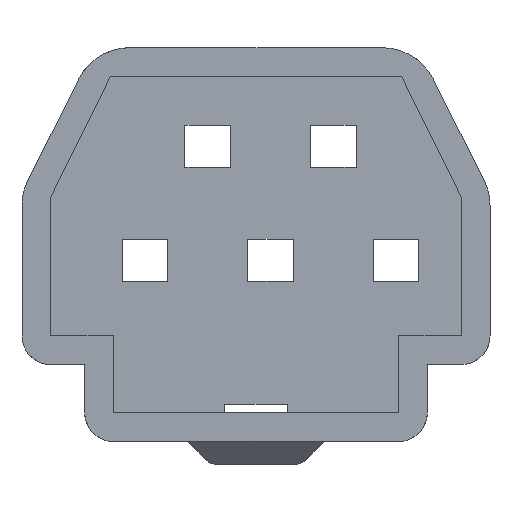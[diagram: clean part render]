
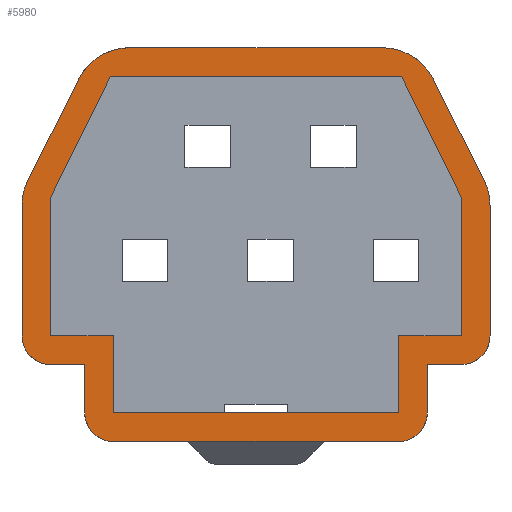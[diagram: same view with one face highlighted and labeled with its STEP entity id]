
A CAD part, front view. The second image highlights one B-rep face of the part: STEP entity #5980.
In plain terms, the highlighted planar face has unit normal (0, -1, 0).
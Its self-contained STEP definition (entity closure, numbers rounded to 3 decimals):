
#3410=CARTESIAN_POINT('',(-45.773,-6.882,71.925));
#3420=DIRECTION('',(0.,1.,0.));
#3430=DIRECTION('',(-0.,0.,-1.));
#3440=AXIS2_PLACEMENT_3D('',#3410,#3420,#3430);
#3450=PLANE('',#3440);
#3460=CARTESIAN_POINT('',(-48.223,-6.882,65.575));
#3470=DIRECTION('',(1.,0.,0.));
#3480=VECTOR('',#3470,1.);
#3490=LINE('',#3460,#3480);
#3500=CARTESIAN_POINT('',(-52.373,-6.882,65.575));
#3510=VERTEX_POINT('',#3500);
#3520=CARTESIAN_POINT('',(-47.373,-6.882,65.575));
#3530=VERTEX_POINT('',#3520);
#3540=EDGE_CURVE('',#3510,#3530,#3490,.T.);
#3550=ORIENTED_EDGE('',*,*,#3540,.F.);
#3560=CARTESIAN_POINT('',(-47.373,-6.882,42.408));
#3570=DIRECTION('',(0.,0.,1.));
#3580=VECTOR('',#3570,1.);
#3590=LINE('',#3560,#3580);
#3600=CARTESIAN_POINT('',(-47.373,-6.882,66.925));
#3610=VERTEX_POINT('',#3600);
#3620=EDGE_CURVE('',#3530,#3610,#3590,.T.);
#3630=ORIENTED_EDGE('',*,*,#3620,.F.);
#3640=CARTESIAN_POINT('',(-48.223,-6.882,66.925));
#3650=DIRECTION('',(-1.,0.,0.));
#3660=VECTOR('',#3650,1.);
#3670=LINE('',#3640,#3660);
#3680=CARTESIAN_POINT('',(-46.273,-6.882,66.925));
#3690=VERTEX_POINT('',#3680);
#3700=EDGE_CURVE('',#3690,#3610,#3670,.T.);
#3710=ORIENTED_EDGE('',*,*,#3700,.T.);
#3720=CARTESIAN_POINT('',(-46.273,-6.882,42.408));
#3730=DIRECTION('',(0.,0.,1.));
#3740=VECTOR('',#3730,1.);
#3750=LINE('',#3720,#3740);
#3760=CARTESIAN_POINT('',(-46.273,-6.882,69.35));
#3770=VERTEX_POINT('',#3760);
#3780=EDGE_CURVE('',#3690,#3770,#3750,.T.);
#3790=ORIENTED_EDGE('',*,*,#3780,.F.);
#3800=CARTESIAN_POINT('',(-32.96,-6.882,42.408));
#3810=DIRECTION('',(0.443,0.,
-0.897));
#3820=VECTOR('',#3810,1.);
#3830=LINE('',#3800,#3820);
#3840=CARTESIAN_POINT('',(-47.323,-6.882,71.475));
#3850=VERTEX_POINT('',#3840);
#3860=EDGE_CURVE('',#3850,#3770,#3830,.T.);
#3870=ORIENTED_EDGE('',*,*,#3860,.T.);
#3880=CARTESIAN_POINT('',(-48.223,-6.882,71.475));
#3890=DIRECTION('',(1.,0.,0.));
#3900=VECTOR('',#3890,1.);
#3910=LINE('',#3880,#3900);
#3920=CARTESIAN_POINT('',(-52.423,-6.882,71.475));
#3930=VERTEX_POINT('',#3920);
#3940=EDGE_CURVE('',#3930,#3850,#3910,.T.);
#3950=ORIENTED_EDGE('',*,*,#3940,.T.);
#3960=CARTESIAN_POINT('',(-66.785,-6.882,42.408));
#3970=DIRECTION('',(0.443,0.,
0.897));
#3980=VECTOR('',#3970,1.);
#3990=LINE('',#3960,#3980);
#4000=CARTESIAN_POINT('',(-53.473,-6.882,69.35));
#4010=VERTEX_POINT('',#4000);
#4020=EDGE_CURVE('',#4010,#3930,#3990,.T.);
#4030=ORIENTED_EDGE('',*,*,#4020,.T.);
#4040=CARTESIAN_POINT('',(-53.473,-6.882,42.408));
#4050=DIRECTION('',(0.,0.,1.));
#4060=VECTOR('',#4050,1.);
#4070=LINE('',#4040,#4060);
#4080=CARTESIAN_POINT('',(-53.473,-6.882,66.925));
#4090=VERTEX_POINT('',#4080);
#4100=EDGE_CURVE('',#4090,#4010,#4070,.T.);
#4110=ORIENTED_EDGE('',*,*,#4100,.T.);
#4120=CARTESIAN_POINT('',(-48.223,-6.882,66.925));
#4130=DIRECTION('',(-1.,0.,0.));
#4140=VECTOR('',#4130,1.);
#4150=LINE('',#4120,#4140);
#4160=CARTESIAN_POINT('',(-52.373,-6.882,66.925));
#4170=VERTEX_POINT('',#4160);
#4180=EDGE_CURVE('',#4170,#4090,#4150,.T.);
#4190=ORIENTED_EDGE('',*,*,#4180,.T.);
#4200=CARTESIAN_POINT('',(-52.373,-6.882,42.408));
#4210=DIRECTION('',(0.,0.,1.));
#4220=VECTOR('',#4210,1.);
#4230=LINE('',#4200,#4220);
#4240=EDGE_CURVE('',#3510,#4170,#4230,.T.);
#4250=ORIENTED_EDGE('',*,*,#4240,.T.);
#4260=EDGE_LOOP('',(#4250,#4190,#4110,#4030,#3950,#3870,#3790,#3710,
#3630,#3550));
#4270=FACE_BOUND('',#4260,.T.);
#4280=CARTESIAN_POINT('',(-46.273,-6.882,66.925));
#4290=DIRECTION('',(0.,-1.,0.));
#4300=DIRECTION('',(-0.,0.,-1.));
#4310=AXIS2_PLACEMENT_3D('',#4280,#4290,#4300);
#4320=CIRCLE('',#4310,0.5);
#4330=CARTESIAN_POINT('',(-46.273,-6.882,66.425));
#4340=VERTEX_POINT('',#4330);
#4350=CARTESIAN_POINT('',(-45.773,-6.882,66.925));
#4360=VERTEX_POINT('',#4350);
#4370=EDGE_CURVE('',#4340,#4360,#4320,.T.);
#4380=ORIENTED_EDGE('',*,*,#4370,.T.);
#4390=CARTESIAN_POINT('',(-48.223,-6.882,66.425));
#4400=DIRECTION('',(-1.,0.,0.));
#4410=VECTOR('',#4400,1.);
#4420=LINE('',#4390,#4410);
#4430=CARTESIAN_POINT('',(-46.873,-6.882,66.425));
#4440=VERTEX_POINT('',#4430);
#4450=EDGE_CURVE('',#4340,#4440,#4420,.T.);
#4460=ORIENTED_EDGE('',*,*,#4450,.F.);
#4470=CARTESIAN_POINT('',(-46.873,-6.882,42.408));
#4480=DIRECTION('',(-0.,0.,-1.));
#4490=VECTOR('',#4480,1.);
#4500=LINE('',#4470,#4490);
#4510=CARTESIAN_POINT('',(-46.873,-6.882,65.575));
#4520=VERTEX_POINT('',#4510);
#4530=EDGE_CURVE('',#4440,#4520,#4500,.T.);
#4540=ORIENTED_EDGE('',*,*,#4530,.F.);
#4550=CARTESIAN_POINT('',(-47.373,-6.882,65.575));
#4560=DIRECTION('',(0.,1.,0.));
#4570=DIRECTION('',(0.,0.,1.));
#4580=AXIS2_PLACEMENT_3D('',#4550,#4560,#4570);
#4590=CIRCLE('',#4580,0.5);
#4600=CARTESIAN_POINT('',(-47.373,-6.882,65.075));
#4610=VERTEX_POINT('',#4600);
#4620=EDGE_CURVE('',#4520,#4610,#4590,.T.);
#4630=ORIENTED_EDGE('',*,*,#4620,.F.);
#4640=CARTESIAN_POINT('',(-48.223,-6.882,65.075));
#4650=DIRECTION('',(-1.,0.,0.));
#4660=VECTOR('',#4650,1.);
#4670=LINE('',#4640,#4660);
#4680=CARTESIAN_POINT('',(-48.673,-6.882,65.075));
#4690=VERTEX_POINT('',#4680);
#4700=EDGE_CURVE('',#4610,#4690,#4670,.T.);
#4710=ORIENTED_EDGE('',*,*,#4700,.F.);
#4720=CARTESIAN_POINT('',(-48.223,-6.882,65.075));
#4730=DIRECTION('',(1.,0.,0.));
#4740=VECTOR('',#4730,1.);
#4750=LINE('',#4720,#4740);
#4760=CARTESIAN_POINT('',(-51.073,-6.882,65.075));
#4770=VERTEX_POINT('',#4760);
#4780=EDGE_CURVE('',#4770,#4690,#4750,.T.);
#4790=ORIENTED_EDGE('',*,*,#4780,.T.);
#4800=CARTESIAN_POINT('',(-48.223,-6.882,65.075));
#4810=DIRECTION('',(-1.,0.,0.));
#4820=VECTOR('',#4810,1.);
#4830=LINE('',#4800,#4820);
#4840=CARTESIAN_POINT('',(-52.373,-6.882,65.075));
#4850=VERTEX_POINT('',#4840);
#4860=EDGE_CURVE('',#4770,#4850,#4830,.T.);
#4870=ORIENTED_EDGE('',*,*,#4860,.F.);
#4880=CARTESIAN_POINT('',(-52.373,-6.882,65.575));
#4890=DIRECTION('',(0.,-1.,0.));
#4900=DIRECTION('',(-0.,0.,-1.));
#4910=AXIS2_PLACEMENT_3D('',#4880,#4890,#4900);
#4920=CIRCLE('',#4910,0.5);
#4930=CARTESIAN_POINT('',(-52.873,-6.882,65.575));
#4940=VERTEX_POINT('',#4930);
#4950=EDGE_CURVE('',#4940,#4850,#4920,.T.);
#4960=ORIENTED_EDGE('',*,*,#4950,.T.);
#4970=CARTESIAN_POINT('',(-52.873,-6.882,42.408));
#4980=DIRECTION('',(-0.,0.,-1.));
#4990=VECTOR('',#4980,1.);
#5000=LINE('',#4970,#4990);
#5010=CARTESIAN_POINT('',(-52.873,-6.882,66.425));
#5020=VERTEX_POINT('',#5010);
#5030=EDGE_CURVE('',#5020,#4940,#5000,.T.);
#5040=ORIENTED_EDGE('',*,*,#5030,.T.);
#5050=CARTESIAN_POINT('',(-48.223,-6.882,66.425));
#5060=DIRECTION('',(-1.,0.,0.));
#5070=VECTOR('',#5060,1.);
#5080=LINE('',#5050,#5070);
#5090=CARTESIAN_POINT('',(-53.473,-6.882,66.425));
#5100=VERTEX_POINT('',#5090);
#5110=EDGE_CURVE('',#5020,#5100,#5080,.T.);
#5120=ORIENTED_EDGE('',*,*,#5110,.F.);
#5130=CARTESIAN_POINT('',(-53.473,-6.882,66.925));
#5140=DIRECTION('',(0.,1.,0.));
#5150=DIRECTION('',(0.,0.,1.));
#5160=AXIS2_PLACEMENT_3D('',#5130,#5140,#5150);
#5170=CIRCLE('',#5160,0.5);
#5180=CARTESIAN_POINT('',(-53.973,-6.882,66.925));
#5190=VERTEX_POINT('',#5180);
#5200=EDGE_CURVE('',#5100,#5190,#5170,.T.);
#5210=ORIENTED_EDGE('',*,*,#5200,.F.);
#5220=CARTESIAN_POINT('',(-53.973,-6.882,42.408));
#5230=DIRECTION('',(0.,0.,1.));
#5240=VECTOR('',#5230,1.);
#5250=LINE('',#5220,#5240);
#5260=CARTESIAN_POINT('',(-53.973,-6.882,69.212));
#5270=VERTEX_POINT('',#5260);
#5280=EDGE_CURVE('',#5190,#5270,#5250,.T.);
#5290=ORIENTED_EDGE('',*,*,#5280,.F.);
#5300=CARTESIAN_POINT('',(-52.973,-6.882,69.212));
#5310=DIRECTION('',(0.,-1.,0.));
#5320=DIRECTION('',(-0.,0.,-1.));
#5330=AXIS2_PLACEMENT_3D('',#5300,#5310,#5320);
#5340=CIRCLE('',#5330,1.);
#5350=CARTESIAN_POINT('',(-53.865,-6.882,69.663));
#5360=VERTEX_POINT('',#5350);
#5370=EDGE_CURVE('',#5360,#5270,#5340,.T.);
#5380=ORIENTED_EDGE('',*,*,#5370,.T.);
#5390=CARTESIAN_POINT('',(-67.628,-6.882,42.408));
#5400=DIRECTION('',(-0.451,0.,
-0.893));
#5410=VECTOR('',#5400,1.);
#5420=LINE('',#5390,#5410);
#5430=CARTESIAN_POINT('',(-52.975,-6.882,71.426))
;
#5440=VERTEX_POINT('',#5430);
#5450=EDGE_CURVE('',#5440,#5360,#5420,.T.);
#5460=ORIENTED_EDGE('',*,*,#5450,.T.);
#5470=CARTESIAN_POINT('',(-52.083,-6.882,70.975));
#5480=DIRECTION('',(0.,-1.,0.));
#5490=DIRECTION('',(-0.,0.,-1.));
#5500=AXIS2_PLACEMENT_3D('',#5470,#5480,#5490);
#5510=CIRCLE('',#5500,1.);
#5520=CARTESIAN_POINT('',(-52.083,-6.882,71.975));
#5530=VERTEX_POINT('',#5520);
#5540=EDGE_CURVE('',#5530,#5440,#5510,.T.);
#5550=ORIENTED_EDGE('',*,*,#5540,.T.);
#5560=CARTESIAN_POINT('',(-48.223,-6.882,71.975));
#5570=DIRECTION('',(-1.,0.,0.));
#5580=VECTOR('',#5570,1.);
#5590=LINE('',#5560,#5580);
#5600=CARTESIAN_POINT('',(-47.663,-6.882,71.975));
#5610=VERTEX_POINT('',#5600);
#5620=EDGE_CURVE('',#5610,#5530,#5590,.T.);
#5630=ORIENTED_EDGE('',*,*,#5620,.T.);
#5640=CARTESIAN_POINT('',(-47.663,-6.882,70.975));
#5650=DIRECTION('',(0.,-1.,0.));
#5660=DIRECTION('',(-0.,0.,-1.));
#5670=AXIS2_PLACEMENT_3D('',#5640,#5650,#5660);
#5680=CIRCLE('',#5670,1.);
#5690=CARTESIAN_POINT('',(-46.77,-6.882,71.426))
;
#5700=VERTEX_POINT('',#5690);
#5710=EDGE_CURVE('',#5700,#5610,#5680,.T.);
#5720=ORIENTED_EDGE('',*,*,#5710,.T.);
#5730=CARTESIAN_POINT('',(-32.118,-6.882,42.408));
#5740=DIRECTION('',(-0.451,0.,
0.893));
#5750=VECTOR('',#5740,1.);
#5760=LINE('',#5730,#5750);
#5770=CARTESIAN_POINT('',(-45.88,-6.882,69.663));
#5780=VERTEX_POINT('',#5770);
#5790=EDGE_CURVE('',#5780,#5700,#5760,.T.);
#5800=ORIENTED_EDGE('',*,*,#5790,.T.);
#5810=CARTESIAN_POINT('',(-46.773,-6.882,69.212));
#5820=DIRECTION('',(0.,1.,0.));
#5830=DIRECTION('',(0.,0.,1.));
#5840=AXIS2_PLACEMENT_3D('',#5810,#5820,#5830);
#5850=CIRCLE('',#5840,1.);
#5860=CARTESIAN_POINT('',(-45.773,-6.882,69.212));
#5870=VERTEX_POINT('',#5860);
#5880=EDGE_CURVE('',#5780,#5870,#5850,.T.);
#5890=ORIENTED_EDGE('',*,*,#5880,.F.);
#5900=CARTESIAN_POINT('',(-45.773,-6.882,42.408));
#5910=DIRECTION('',(-0.,0.,-1.));
#5920=VECTOR('',#5910,1.);
#5930=LINE('',#5900,#5920);
#5940=EDGE_CURVE('',#5870,#4360,#5930,.T.);
#5950=ORIENTED_EDGE('',*,*,#5940,.F.);
#5960=EDGE_LOOP('',(#5950,#5890,#5800,#5720,#5630,#5550,#5460,#5380,
#5290,#5210,#5120,#5040,#4960,#4870,#4790,#4710,#4630,#4540,#4460,#4380)
);
#5970=FACE_OUTER_BOUND('',#5960,.T.);
#5980=ADVANCED_FACE('',(#4270,#5970),#3450,.F.);
